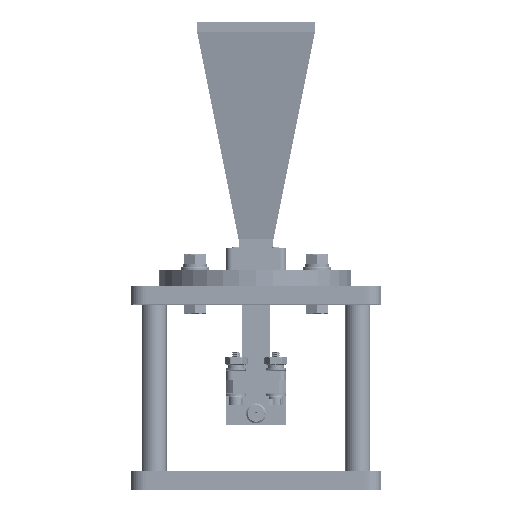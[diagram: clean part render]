
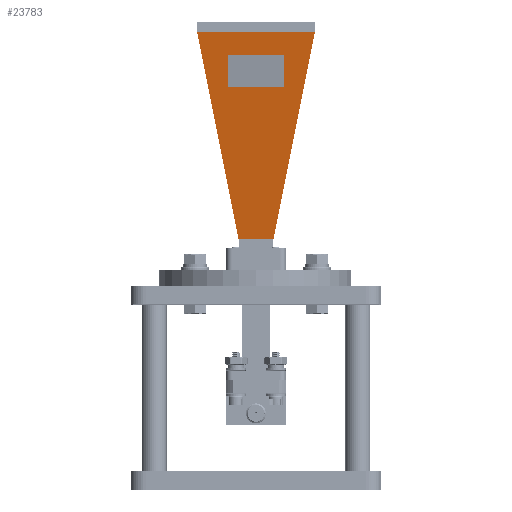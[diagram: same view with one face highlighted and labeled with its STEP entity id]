
A CAD part, top view. The second image highlights one B-rep face of the part: STEP entity #23783.
In plain terms, the highlighted face is planar.
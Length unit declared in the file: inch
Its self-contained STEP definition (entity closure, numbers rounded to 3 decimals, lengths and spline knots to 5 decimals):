
#192 = DIRECTION ( 'NONE',  ( 0., -1., 0. ) ) ;
#672 = DIRECTION ( 'NONE',  ( 0.159, 0., 0.987 ) ) ;
#775 = PLANE ( 'NONE',  #5826 ) ;
#1204 = EDGE_LOOP ( 'NONE', ( #32260, #23209, #6063, #22180 ) ) ;
#1493 = ORIENTED_EDGE ( 'NONE', *, *, #9768, .F. ) ;
#1624 = CARTESIAN_POINT ( 'NONE',  ( 0.45657, -0.35, 3.87134 ) ) ;
#4051 = LINE ( 'NONE', #19021, #24450 ) ;
#4103 = ORIENTED_EDGE ( 'NONE', *, *, #42052, .F. ) ;
#5684 = VERTEX_POINT ( 'NONE', #44645 ) ;
#5826 = AXIS2_PLACEMENT_3D ( 'NONE', #40603, #7549, #22260 ) ;
#6063 = ORIENTED_EDGE ( 'NONE', *, *, #46961, .T. ) ;
#6150 = VERTEX_POINT ( 'NONE', #18053 ) ;
#6185 = CARTESIAN_POINT ( 'NONE',  ( 0.52024, -0.35, 4.26624 ) ) ;
#6215 = CARTESIAN_POINT ( 'NONE',  ( 0.14874, -0.21904, 1.9622 ) ) ;
#6264 = CARTESIAN_POINT ( 'NONE',  ( 0.14874, -0.21904, 1.9622 ) ) ;
#7549 = DIRECTION ( 'NONE',  ( 0.987, 0., -0.159 ) ) ;
#8494 = VECTOR ( 'NONE', #38766, 39.37008 ) ;
#9768 = EDGE_CURVE ( 'NONE', #44611, #12750, #34224, .T. ) ;
#10875 = CARTESIAN_POINT ( 'NONE',  ( 0.56799, 0.74043, 4.56242 ) ) ;
#12523 = VERTEX_POINT ( 'NONE', #20163 ) ;
#12750 = VERTEX_POINT ( 'NONE', #12815 ) ;
#12815 = CARTESIAN_POINT ( 'NONE',  ( 0.45657, 0.35, 3.87134 ) ) ;
#13466 = EDGE_CURVE ( 'NONE', #12750, #12523, #4051, .T. ) ;
#14877 = VERTEX_POINT ( 'NONE', #29896 ) ;
#15867 = DIRECTION ( 'NONE',  ( 0., 1., 0. ) ) ;
#16109 = EDGE_CURVE ( 'NONE', #12523, #5684, #39260, .T. ) ;
#16570 = LINE ( 'NONE', #24042, #8494 ) ;
#18053 = CARTESIAN_POINT ( 'NONE',  ( 0.56799, -0.74043, 4.56242 ) ) ;
#18817 = VECTOR ( 'NONE', #29430, 39.37008 ) ;
#19021 = CARTESIAN_POINT ( 'NONE',  ( 0.52024, 0.35, 4.26624 ) ) ;
#19591 = EDGE_CURVE ( 'NONE', #34684, #14877, #28718, .T. ) ;
#20163 = CARTESIAN_POINT ( 'NONE',  ( 0.52024, 0.35, 4.26624 ) ) ;
#22180 = ORIENTED_EDGE ( 'NONE', *, *, #33164, .F. ) ;
#22253 = DIRECTION ( 'NONE',  ( 0., -1., 0. ) ) ;
#22260 = DIRECTION ( 'NONE',  ( -0.159, 0., -0.987 ) ) ;
#23209 = ORIENTED_EDGE ( 'NONE', *, *, #34309, .F. ) ;
#23783 = ADVANCED_FACE ( 'NONE', ( #44242, #25888 ), #775, .T. ) ;
#23984 = DIRECTION ( 'NONE',  ( -0.156, -0.194, -0.968 ) ) ;
#24042 = CARTESIAN_POINT ( 'NONE',  ( 0.52024, -0.35, 4.26624 ) ) ;
#24450 = VECTOR ( 'NONE', #672, 39.37008 ) ;
#25666 = ORIENTED_EDGE ( 'NONE', *, *, #16109, .F. ) ;
#25888 = FACE_OUTER_BOUND ( 'NONE', #1204, .T. ) ;
#26738 = VECTOR ( 'NONE', #192, 39.37008 ) ;
#27600 = LINE ( 'NONE', #30514, #43065 ) ;
#28718 = LINE ( 'NONE', #36449, #18817 ) ;
#29430 = DIRECTION ( 'NONE',  ( 0., 1., 0. ) ) ;
#29577 = CARTESIAN_POINT ( 'NONE',  ( 0.45657, -0.35, 3.87134 ) ) ;
#29747 = LINE ( 'NONE', #44233, #43302 ) ;
#29896 = CARTESIAN_POINT ( 'NONE',  ( 0.14874, 0.21904, 1.9622 ) ) ;
#30514 = CARTESIAN_POINT ( 'NONE',  ( 0.56799, 0.74043, 4.56242 ) ) ;
#32260 = ORIENTED_EDGE ( 'NONE', *, *, #19591, .T. ) ;
#33164 = EDGE_CURVE ( 'NONE', #34684, #6150, #39340, .T. ) ;
#33529 = VECTOR ( 'NONE', #15867, 39.37008 ) ;
#34224 = LINE ( 'NONE', #1624, #33529 ) ;
#34309 = EDGE_CURVE ( 'NONE', #41349, #14877, #27600, .T. ) ;
#34684 = VERTEX_POINT ( 'NONE', #6215 ) ;
#35747 = DIRECTION ( 'NONE',  ( 0.156, -0.194, 0.968 ) ) ;
#36449 = CARTESIAN_POINT ( 'NONE',  ( 0.14874, 0., 1.9622 ) ) ;
#38766 = DIRECTION ( 'NONE',  ( -0.159, 0., -0.987 ) ) ;
#39260 = LINE ( 'NONE', #6185, #26738 ) ;
#39268 = VECTOR ( 'NONE', #35747, 39.37008 ) ;
#39340 = LINE ( 'NONE', #6264, #39268 ) ;
#40603 = CARTESIAN_POINT ( 'NONE',  ( 0.3667, 0., 3.31397 ) ) ;
#41349 = VERTEX_POINT ( 'NONE', #10875 ) ;
#42052 = EDGE_CURVE ( 'NONE', #5684, #44611, #16570, .T. ) ;
#43065 = VECTOR ( 'NONE', #23984, 39.37008 ) ;
#43302 = VECTOR ( 'NONE', #22253, 39.37008 ) ;
#43491 = EDGE_LOOP ( 'NONE', ( #25666, #44412, #1493, #4103 ) ) ;
#44233 = CARTESIAN_POINT ( 'NONE',  ( 0.56799, 0., 4.56242 ) ) ;
#44242 = FACE_BOUND ( 'NONE', #43491, .T. ) ;
#44412 = ORIENTED_EDGE ( 'NONE', *, *, #13466, .F. ) ;
#44611 = VERTEX_POINT ( 'NONE', #29577 ) ;
#44645 = CARTESIAN_POINT ( 'NONE',  ( 0.52024, -0.35, 4.26624 ) ) ;
#46961 = EDGE_CURVE ( 'NONE', #41349, #6150, #29747, .T. ) ;
